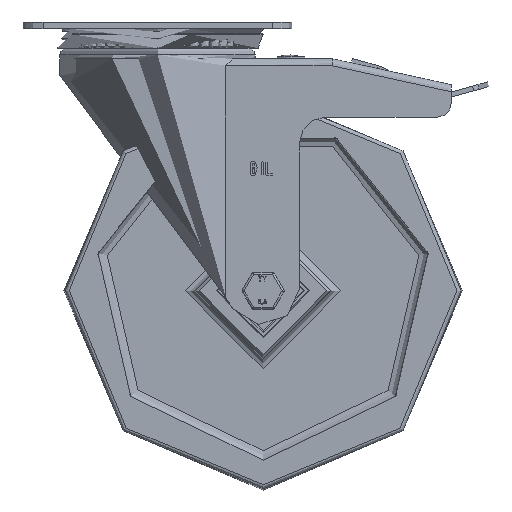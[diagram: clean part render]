
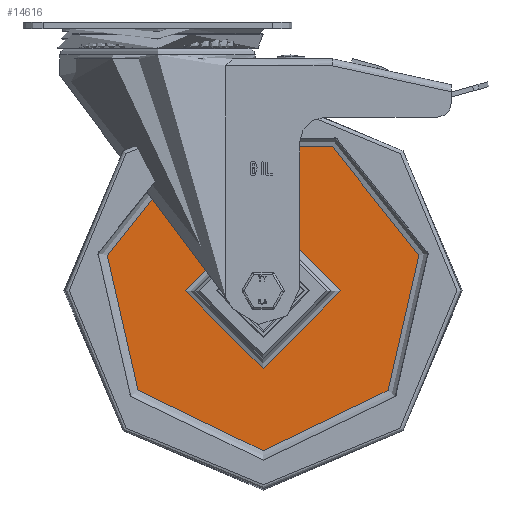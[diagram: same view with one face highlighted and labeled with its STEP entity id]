
A CAD part, front view. The second image highlights one B-rep face of the part: STEP entity #14616.
In plain terms, the highlighted planar face has unit normal (0, -1, 0).
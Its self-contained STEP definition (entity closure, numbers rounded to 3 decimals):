
#1345=FACE_BOUND('',#2824,.T.);
#1507=PLANE('',#15795);
#1949=FACE_OUTER_BOUND('',#2823,.T.);
#2823=EDGE_LOOP('',(#10150));
#2824=EDGE_LOOP('',(#10151));
#5988=CIRCLE('',#15789,80.25);
#5989=CIRCLE('',#15791,39.);
#6501=VERTEX_POINT('',#20978);
#6502=VERTEX_POINT('',#20982);
#7947=EDGE_CURVE('',#6501,#6501,#5988,.T.);
#7948=EDGE_CURVE('',#6502,#6502,#5989,.T.);
#10150=ORIENTED_EDGE('',*,*,#7947,.F.);
#10151=ORIENTED_EDGE('',*,*,#7948,.T.);
#14616=ADVANCED_FACE('',(#1949,#1345),#1507,.T.);
#15789=AXIS2_PLACEMENT_3D('',#20980,#17215,#17216);
#15791=AXIS2_PLACEMENT_3D('',#20983,#17219,#17220);
#15795=AXIS2_PLACEMENT_3D('',#20989,#17228,#17229);
#17215=DIRECTION('center_axis',(0.,1.,0.));
#17216=DIRECTION('ref_axis',(0.,0.,1.));
#17219=DIRECTION('center_axis',(0.,1.,0.));
#17220=DIRECTION('ref_axis',(0.,0.,1.));
#17228=DIRECTION('center_axis',(0.,-1.,0.));
#17229=DIRECTION('ref_axis',(0.,0.,-1.));
#20978=CARTESIAN_POINT('',(0.,-5.75,-80.25));
#20980=CARTESIAN_POINT('Origin',(0.,-5.75,0.));
#20982=CARTESIAN_POINT('',(0.,-5.75,-39.));
#20983=CARTESIAN_POINT('Origin',(0.,-5.75,0.));
#20989=CARTESIAN_POINT('Origin',(0.,-5.75,59.625));
